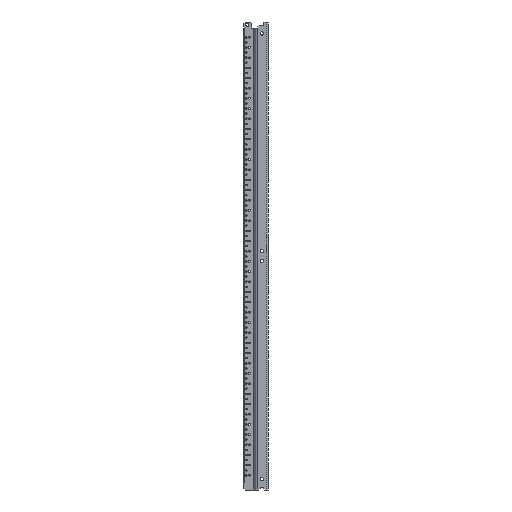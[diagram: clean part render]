
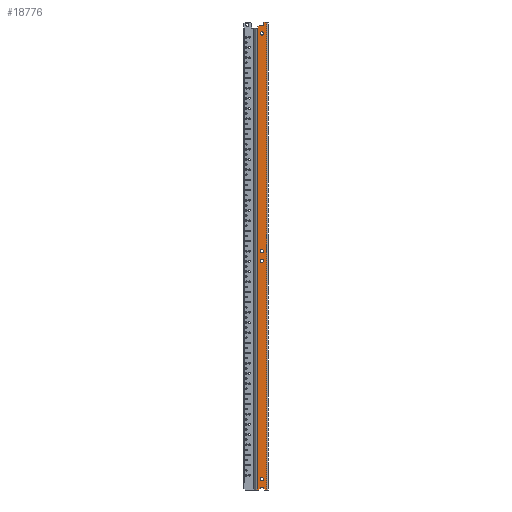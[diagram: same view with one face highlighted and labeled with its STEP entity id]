
A CAD part, front view. The second image highlights one B-rep face of the part: STEP entity #18776.
In plain terms, the highlighted face is planar.
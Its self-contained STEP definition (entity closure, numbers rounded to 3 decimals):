
#6525=DIRECTION('',(0.,-1.,0.));
#6526=VECTOR('',#6525,1133.29);
#6527=CARTESIAN_POINT('',(17.,734.79,26.916));
#6528=LINE('',#6527,#6526);
#6532=CARTESIAN_POINT('',(17.,-372.,14.995));
#6533=DIRECTION('',(1.,0.,0.));
#6534=DIRECTION('',(0.,1.,0.));
#6535=AXIS2_PLACEMENT_3D('',#6532,#6533,#6534);
#6540=CARTESIAN_POINT('',(17.,-372.,14.995));
#6541=DIRECTION('',(1.,0.,0.));
#6542=DIRECTION('',(0.,-1.,0.));
#6543=AXIS2_PLACEMENT_3D('',#6540,#6541,#6542);
#6548=CARTESIAN_POINT('',(17.,722.,14.995));
#6549=DIRECTION('',(1.,0.,0.));
#6550=DIRECTION('',(0.,1.,0.));
#6551=AXIS2_PLACEMENT_3D('',#6548,#6549,#6550);
#6556=CARTESIAN_POINT('',(17.,722.,14.995));
#6557=DIRECTION('',(1.,0.,0.));
#6558=DIRECTION('',(0.,-1.,0.));
#6559=AXIS2_PLACEMENT_3D('',#6556,#6557,#6558);
#6564=CARTESIAN_POINT('',(17.,164.,14.995));
#6565=DIRECTION('',(-1.,0.,0.));
#6566=DIRECTION('',(0.,-1.,0.));
#6567=AXIS2_PLACEMENT_3D('',#6564,#6565,#6566);
#6572=CARTESIAN_POINT('',(17.,164.,14.995));
#6573=DIRECTION('',(-1.,0.,0.));
#6574=DIRECTION('',(0.,1.,0.));
#6575=AXIS2_PLACEMENT_3D('',#6572,#6573,#6574);
#6580=CARTESIAN_POINT('',(17.,187.5,14.995));
#6581=DIRECTION('',(-1.,0.,0.));
#6582=DIRECTION('',(0.,-1.,0.));
#6583=AXIS2_PLACEMENT_3D('',#6580,#6581,#6582);
#6588=CARTESIAN_POINT('',(17.,187.5,14.995));
#6589=DIRECTION('',(-1.,0.,0.));
#6590=DIRECTION('',(0.,1.,0.));
#6591=AXIS2_PLACEMENT_3D('',#6588,#6589,#6590);
#6596=DIRECTION('',(0.,0.,1.));
#6597=VECTOR('',#6596,4.52);
#6598=CARTESIAN_POINT('',(17.,-398.5,3.));
#6599=LINE('',#6598,#6597);
#6603=DIRECTION('',(0.,0.844,0.537));
#6604=VECTOR('',#6603,5.287);
#6605=CARTESIAN_POINT('',(17.,-398.5,7.52));
#6606=LINE('',#6605,#6604);
#6610=CARTESIAN_POINT('',(17.,-396.999,14.995));
#6611=DIRECTION('',(1.,0.,0.));
#6612=DIRECTION('',(0.,0.538,-0.843));
#6613=AXIS2_PLACEMENT_3D('',#6610,#6611,#6612);
#6618=DIRECTION('',(0.,-0.844,0.537));
#6619=VECTOR('',#6618,5.287);
#6620=CARTESIAN_POINT('',(17.,-394.04,19.63));
#6621=LINE('',#6620,#6619);
#6625=DIRECTION('',(0.,0.,1.));
#6626=VECTOR('',#6625,4.446);
#6627=CARTESIAN_POINT('',(17.,-398.5,22.47));
#6628=LINE('',#6627,#6626);
#6632=DIRECTION('',(0.,0.,-1.));
#6633=VECTOR('',#6632,1.916);
#6634=CARTESIAN_POINT('',(17.,734.79,26.916));
#6635=LINE('',#6634,#6633);
#6639=DIRECTION('',(0.,0.707,-0.707));
#6640=VECTOR('',#6639,4.243);
#6641=CARTESIAN_POINT('',(17.,738.1,25.));
#6642=LINE('',#6641,#6640);
#6646=CARTESIAN_POINT('',(17.,746.1,15.));
#6647=DIRECTION('',(1.,0.,0.));
#6648=DIRECTION('',(0.,-1.,0.));
#6649=AXIS2_PLACEMENT_3D('',#6646,#6647,#6648);
#6654=DIRECTION('',(0.,0.,-1.));
#6655=VECTOR('',#6654,7.);
#6656=CARTESIAN_POINT('',(17.,750.,10.));
#6657=LINE('',#6656,#6655);
#7157=DIRECTION('',(0.,1.,0.));
#7158=VECTOR('',#7157,1148.5);
#7159=CARTESIAN_POINT('',(17.,-398.5,3.));
#7160=LINE('',#7159,#7158);
#11422=DIRECTION('',(0.,-1.,0.));
#11423=VECTOR('',#11422,3.9);
#11424=CARTESIAN_POINT('',(17.,750.,10.));
#11425=LINE('',#11424,#11423);
#11443=DIRECTION('',(0.,0.,1.));
#11444=VECTOR('',#11443,7.);
#11445=CARTESIAN_POINT('',(17.,741.1,15.));
#11446=LINE('',#11445,#11444);
#11464=DIRECTION('',(0.,-1.,0.));
#11465=VECTOR('',#11464,3.31);
#11466=CARTESIAN_POINT('',(17.,738.1,25.));
#11467=LINE('',#11466,#11465);
#12156=CARTESIAN_POINT('',(17.,726.,14.995));
#12157=CARTESIAN_POINT('',(17.,718.,14.995));
#12158=VERTEX_POINT('',#12156);
#12159=VERTEX_POINT('',#12157);
#12160=CARTESIAN_POINT('',(17.,734.79,26.916));
#12161=CARTESIAN_POINT('',(17.,734.79,25.));
#12162=VERTEX_POINT('',#12160);
#12163=VERTEX_POINT('',#12161);
#12164=CARTESIAN_POINT('',(17.,738.1,25.));
#12165=VERTEX_POINT('',#12164);
#12166=CARTESIAN_POINT('',(17.,741.1,22.));
#12167=VERTEX_POINT('',#12166);
#12168=CARTESIAN_POINT('',(17.,741.1,15.));
#12169=VERTEX_POINT('',#12168);
#12170=CARTESIAN_POINT('',(17.,746.1,10.));
#12171=VERTEX_POINT('',#12170);
#12172=CARTESIAN_POINT('',(17.,750.,10.));
#12173=VERTEX_POINT('',#12172);
#12174=CARTESIAN_POINT('',(17.,750.,3.));
#12175=VERTEX_POINT('',#12174);
#13438=CARTESIAN_POINT('',(17.,160.,14.995));
#13439=CARTESIAN_POINT('',(17.,168.,14.995));
#13440=VERTEX_POINT('',#13438);
#13441=VERTEX_POINT('',#13439);
#13442=CARTESIAN_POINT('',(17.,183.5,14.995));
#13443=CARTESIAN_POINT('',(17.,191.5,14.995));
#13444=VERTEX_POINT('',#13442);
#13445=VERTEX_POINT('',#13443);
#13488=CARTESIAN_POINT('',(17.,-398.5,3.));
#13489=CARTESIAN_POINT('',(17.,-398.5,7.52));
#13490=VERTEX_POINT('',#13488);
#13491=VERTEX_POINT('',#13489);
#13492=CARTESIAN_POINT('',(17.,-394.04,10.36));
#13493=VERTEX_POINT('',#13492);
#13494=CARTESIAN_POINT('',(17.,-394.04,19.63));
#13495=VERTEX_POINT('',#13494);
#13496=CARTESIAN_POINT('',(17.,-398.5,22.47));
#13497=VERTEX_POINT('',#13496);
#13498=CARTESIAN_POINT('',(17.,-398.5,26.916));
#13499=VERTEX_POINT('',#13498);
#13500=CARTESIAN_POINT('',(17.,-368.,14.995));
#13501=CARTESIAN_POINT('',(17.,-376.,14.995));
#13502=VERTEX_POINT('',#13500);
#13503=VERTEX_POINT('',#13501);
#18718=CARTESIAN_POINT('',(17.,600.,0.));
#18719=DIRECTION('',(1.,0.,0.));
#18720=DIRECTION('',(0.,-1.,0.));
#18721=AXIS2_PLACEMENT_3D('',#18718,#18719,#18720);
#18722=PLANE('',#18721);
#18724=ORIENTED_EDGE('',*,*,#18723,.F.);
#18726=ORIENTED_EDGE('',*,*,#18725,.T.);
#18728=ORIENTED_EDGE('',*,*,#18727,.T.);
#18730=ORIENTED_EDGE('',*,*,#18729,.T.);
#18732=ORIENTED_EDGE('',*,*,#18731,.T.);
#18734=ORIENTED_EDGE('',*,*,#18733,.T.);
#18735=ORIENTED_EDGE('',*,*,#18708,.F.);
#18737=ORIENTED_EDGE('',*,*,#18736,.T.);
#18739=ORIENTED_EDGE('',*,*,#18738,.F.);
#18741=ORIENTED_EDGE('',*,*,#18740,.T.);
#18743=ORIENTED_EDGE('',*,*,#18742,.F.);
#18745=ORIENTED_EDGE('',*,*,#18744,.T.);
#18747=ORIENTED_EDGE('',*,*,#18746,.F.);
#18749=ORIENTED_EDGE('',*,*,#18748,.T.);
#18750=EDGE_LOOP('',(#18724,#18726,#18728,#18730,#18732,#18734,#18735,#18737,
#18739,#18741,#18743,#18745,#18747,#18749));
#18751=FACE_OUTER_BOUND('',#18750,.F.);
#18753=ORIENTED_EDGE('',*,*,#18752,.T.);
#18755=ORIENTED_EDGE('',*,*,#18754,.T.);
#18756=EDGE_LOOP('',(#18753,#18755));
#18757=FACE_BOUND('',#18756,.F.);
#18759=ORIENTED_EDGE('',*,*,#18758,.F.);
#18761=ORIENTED_EDGE('',*,*,#18760,.F.);
#18762=EDGE_LOOP('',(#18759,#18761));
#18763=FACE_BOUND('',#18762,.F.);
#18765=ORIENTED_EDGE('',*,*,#18764,.F.);
#18767=ORIENTED_EDGE('',*,*,#18766,.F.);
#18768=EDGE_LOOP('',(#18765,#18767));
#18769=FACE_BOUND('',#18768,.F.);
#18771=ORIENTED_EDGE('',*,*,#18770,.T.);
#18773=ORIENTED_EDGE('',*,*,#18772,.T.);
#18774=EDGE_LOOP('',(#18771,#18773));
#18775=FACE_BOUND('',#18774,.F.);
#6536=CIRCLE('',#6535,4.);
#6544=CIRCLE('',#6543,4.);
#6552=CIRCLE('',#6551,4.);
#6560=CIRCLE('',#6559,4.);
#6568=CIRCLE('',#6567,4.);
#6576=CIRCLE('',#6575,4.);
#6584=CIRCLE('',#6583,4.);
#6592=CIRCLE('',#6591,4.);
#6614=CIRCLE('',#6613,5.499);
#6650=CIRCLE('',#6649,5.);
#18708=EDGE_CURVE('',#12162,#13499,#6528,.T.);
#18723=EDGE_CURVE('',#13490,#12175,#7160,.T.);
#18725=EDGE_CURVE('',#13490,#13491,#6599,.T.);
#18727=EDGE_CURVE('',#13491,#13493,#6606,.T.);
#18729=EDGE_CURVE('',#13493,#13495,#6614,.T.);
#18731=EDGE_CURVE('',#13495,#13497,#6621,.T.);
#18733=EDGE_CURVE('',#13497,#13499,#6628,.T.);
#18736=EDGE_CURVE('',#12162,#12163,#6635,.T.);
#18738=EDGE_CURVE('',#12165,#12163,#11467,.T.);
#18740=EDGE_CURVE('',#12165,#12167,#6642,.T.);
#18742=EDGE_CURVE('',#12169,#12167,#11446,.T.);
#18744=EDGE_CURVE('',#12169,#12171,#6650,.T.);
#18746=EDGE_CURVE('',#12173,#12171,#11425,.T.);
#18748=EDGE_CURVE('',#12173,#12175,#6657,.T.);
#18752=EDGE_CURVE('',#12158,#12159,#6552,.T.);
#18754=EDGE_CURVE('',#12159,#12158,#6560,.T.);
#18758=EDGE_CURVE('',#13440,#13441,#6568,.T.);
#18760=EDGE_CURVE('',#13441,#13440,#6576,.T.);
#18764=EDGE_CURVE('',#13444,#13445,#6584,.T.);
#18766=EDGE_CURVE('',#13445,#13444,#6592,.T.);
#18770=EDGE_CURVE('',#13502,#13503,#6536,.T.);
#18772=EDGE_CURVE('',#13503,#13502,#6544,.T.);
#18776=ADVANCED_FACE('',(#18751,#18757,#18763,#18769,#18775),#18722,.T.);
